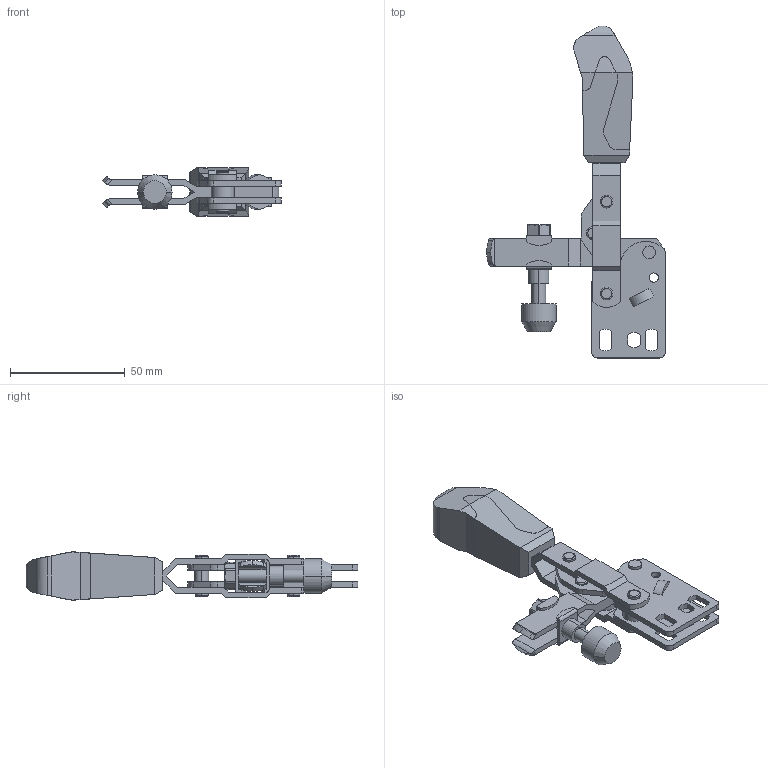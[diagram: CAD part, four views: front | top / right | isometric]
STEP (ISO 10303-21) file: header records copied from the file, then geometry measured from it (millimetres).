
FILE_DESCRIPTION(('STEP AP214'),'1');
FILE_NAME('haldern_eh_23330_0013.stp','2020-04-30T11:02:23',('TraceParts'),('TraceParts S.A.'),'Spatial InterOp 3D',' ',' ');
FILE_SCHEMA(('AUTOMOTIVE_DESIGN { 1 0 10303 214 1 1 1 1 }'));
Length unit declared in the file: millimetre
Products named in the file (1): haldern_eh_23330_0013_1
Bounding box: 77.69 x 144.5 x 21.1 mm (x, y, z)
Volume: 43489.8 mm3; surface area: 25203.9 mm2
Topology: 7 solids, 8 shells, 372 faces, 950 edges, 622 vertices
Faces by surface type: plane 173, cylinder 163, cone 20, torus 16
Entity records: 14555 total; most frequent: CARTESIAN_POINT 2078, DIRECTION 2062, ORIENTED_EDGE 1900, EDGE_CURVE 950, AXIS2_PLACEMENT_3D 757, VERTEX_POINT 622, LINE 548, VECTOR 548
